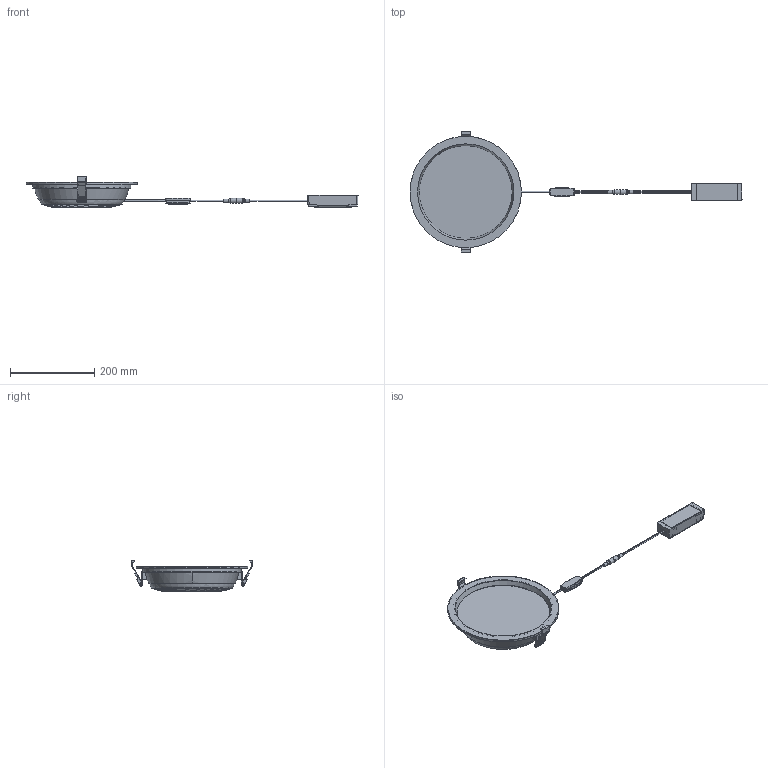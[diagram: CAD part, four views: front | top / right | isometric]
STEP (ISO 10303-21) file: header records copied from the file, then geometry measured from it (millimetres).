
FILE_DESCRIPTION (( 'STEP AP214' ), '1' );
FILE_NAME ('DL CMFT D250 OPAL.STEP', '2024-11-18T07:04:30', ( '' ), ( '' ), 'SwSTEP 2.0', 'SolidWorks 2022', '' );
FILE_SCHEMA (( 'AUTOMOTIVE_DESIGN' ));
Length unit declared in the file: millimetre
Products named in the file (1): DL CMFT D250 OPAL
Bounding box: 789.5 x 287.2 x 73.39 mm (x, y, z)
Volume: 375197 mm3; surface area: 448217.8 mm2
Topology: 26 solids, 26 shells, 939 faces, 2446 edges, 1570 vertices
Faces by surface type: plane 437, cylinder 242, bspline 154, cone 66, torus 28, sphere 12
Full cylindrical faces by diameter (mm): 5.54 x2, 8 x2, 261 x1
Entity records: 57831 total; most frequent: CARTESIAN_POINT 25974, ORIENTED_EDGE 4798, DIRECTION 3815, EDGE_CURVE 2399, VERTEX_POINT 1553, AXIS2_PLACEMENT_3D 1313, LINE 1189, VECTOR 1189
